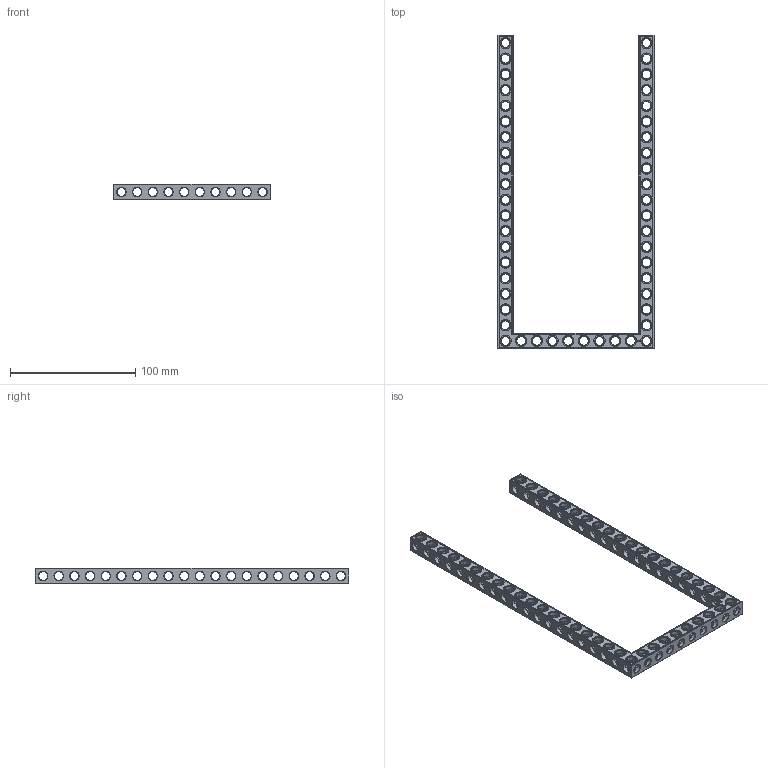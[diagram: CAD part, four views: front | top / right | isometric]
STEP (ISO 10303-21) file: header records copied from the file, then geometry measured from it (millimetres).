
FILE_DESCRIPTION(('FreeCAD Model'),'2;1');
FILE_NAME('Open CASCADE Shape Model','2022-02-26T09:13:26',('Author'),( ''),'Open CASCADE STEP processor 7.5','FreeCAD','Unknown');
FILE_SCHEMA(('AUTOMOTIVE_DESIGN { 1 0 10303 214 1 1 1 1 }'));
Products named in the file (1): Beam AGD ESS USH SYM BU10x20x01 - SPN-BEM-0460 (stemfie.org)
Bounding box: 125 x 250 x 12.5 mm (x, y, z)
Volume: 46911.4 mm3; surface area: 41825.1 mm2
Topology: 1 solids, 1 shells, 1063 faces, 3272 edges, 2102 vertices
Faces by surface type: plane 422, cylinder 289, cone 194, extrusion 158
Full cylindrical faces by diameter (mm): 6.98 x42, 7 x199, 9.2 x48
Entity records: 278424 total; most frequent: CARTESIAN_POINT 217846, DIRECTION 9720, ORIENTED_EDGE 6544, PCURVE 6544, DEFINITIONAL_REPRESENTATION 6544, VECTOR 5858, LINE 5700, EDGE_CURVE 3272
